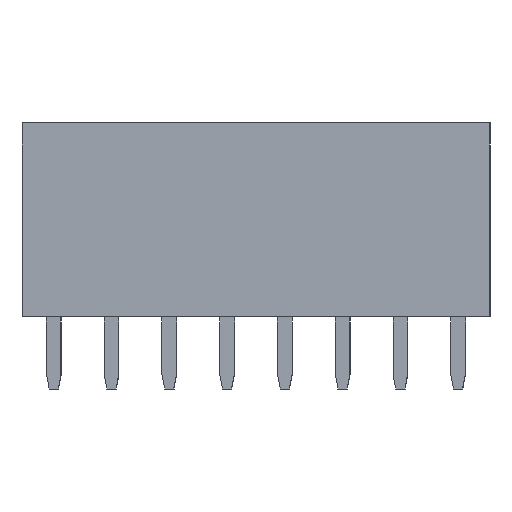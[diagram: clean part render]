
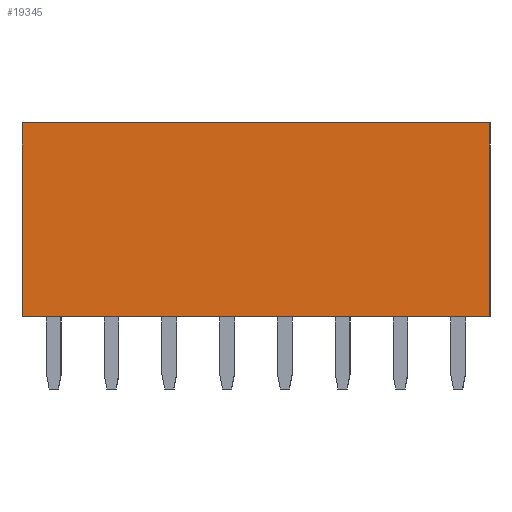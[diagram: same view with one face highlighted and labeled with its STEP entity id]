
A CAD part, left-side view. The second image highlights one B-rep face of the part: STEP entity #19345.
In plain terms, the highlighted planar face has unit normal (-1, 0, 0).
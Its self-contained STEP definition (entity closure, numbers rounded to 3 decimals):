
#19312 = VERTEX_POINT('',#19313);
#19313 = CARTESIAN_POINT('',(-6.33,10.295,8.55));
#19319 = EDGE_CURVE('',#19320,#19312,#19322,.T.);
#19320 = VERTEX_POINT('',#19321);
#19321 = CARTESIAN_POINT('',(-6.33,-10.275,8.55));
#19322 = LINE('',#19323,#19324);
#19323 = CARTESIAN_POINT('',(-6.33,-10.275,8.55));
#19324 = VECTOR('',#19325,1.);
#19325 = DIRECTION('',(0.,1.,0.));
#19345 = ADVANCED_FACE('',(#19346),#19371,.T.);
#19346 = FACE_BOUND('',#19347,.T.);
#19347 = EDGE_LOOP('',(#19348,#19356,#19364,#19370));
#19348 = ORIENTED_EDGE('',*,*,#19349,.T.);
#19349 = EDGE_CURVE('',#19312,#19350,#19352,.T.);
#19350 = VERTEX_POINT('',#19351);
#19351 = CARTESIAN_POINT('',(-6.33,10.295,0.05));
#19352 = LINE('',#19353,#19354);
#19353 = CARTESIAN_POINT('',(-6.33,10.295,8.55));
#19354 = VECTOR('',#19355,1.);
#19355 = DIRECTION('',(0.,0.,-1.));
#19356 = ORIENTED_EDGE('',*,*,#19357,.F.);
#19357 = EDGE_CURVE('',#19358,#19350,#19360,.T.);
#19358 = VERTEX_POINT('',#19359);
#19359 = CARTESIAN_POINT('',(-6.33,-10.275,0.05));
#19360 = LINE('',#19361,#19362);
#19361 = CARTESIAN_POINT('',(-6.33,-10.275,0.05));
#19362 = VECTOR('',#19363,1.);
#19363 = DIRECTION('',(0.,1.,0.));
#19364 = ORIENTED_EDGE('',*,*,#19365,.F.);
#19365 = EDGE_CURVE('',#19320,#19358,#19366,.T.);
#19366 = LINE('',#19367,#19368);
#19367 = CARTESIAN_POINT('',(-6.33,-10.275,8.55));
#19368 = VECTOR('',#19369,1.);
#19369 = DIRECTION('',(0.,0.,-1.));
#19370 = ORIENTED_EDGE('',*,*,#19319,.T.);
#19371 = PLANE('',#19372);
#19372 = AXIS2_PLACEMENT_3D('',#19373,#19374,#19375);
#19373 = CARTESIAN_POINT('',(-6.33,-10.275,4.3));
#19374 = DIRECTION('',(-1.,0.,0.));
#19375 = DIRECTION('',(0.,0.,1.));
